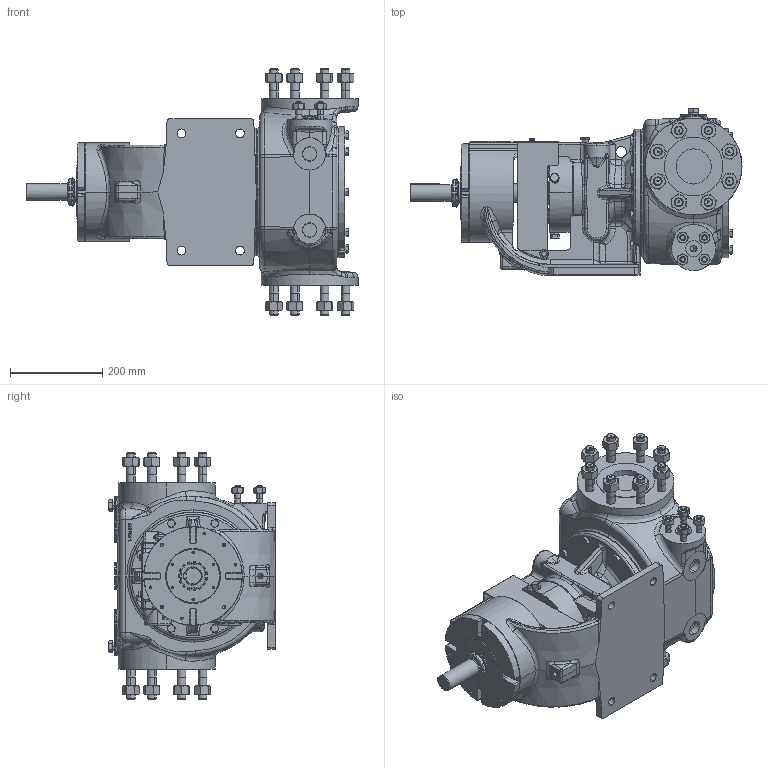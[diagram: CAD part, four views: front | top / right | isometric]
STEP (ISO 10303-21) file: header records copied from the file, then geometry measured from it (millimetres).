
FILE_DESCRIPTION (( 'STEP AP214' ), '1' );
FILE_NAME ('LS4223AX.STEP', '2017-01-18T20:34:59', ( '' ), ( '' ), 'SwSTEP 2.0', 'SolidWorks 2016', '' );
FILE_SCHEMA (( 'AUTOMOTIVE_DESIGN' ));
Length unit declared in the file: inch
Products named in the file (2): LS4223AX
Bounding box: 718.95 x 360.01 x 533.4 mm (x, y, z)
Volume: 33412289.7 mm3; surface area: 1367573.2 mm2
Topology: 1 solids, 1 shells, 3866 faces, 9447 edges, 5754 vertices
Faces by surface type: plane 1550, cone 785, bspline 758, cylinder 637, torus 91, sphere 45
Entity records: 195620 total; most frequent: CARTESIAN_POINT 77989, ORIENTED_EDGE 18690, DIRECTION 15046, EDGE_CURVE 9345, VERTEX_POINT 5754, AXIS2_PLACEMENT_3D 5670, EDGE_LOOP 4197, ADVANCED_FACE 3866
